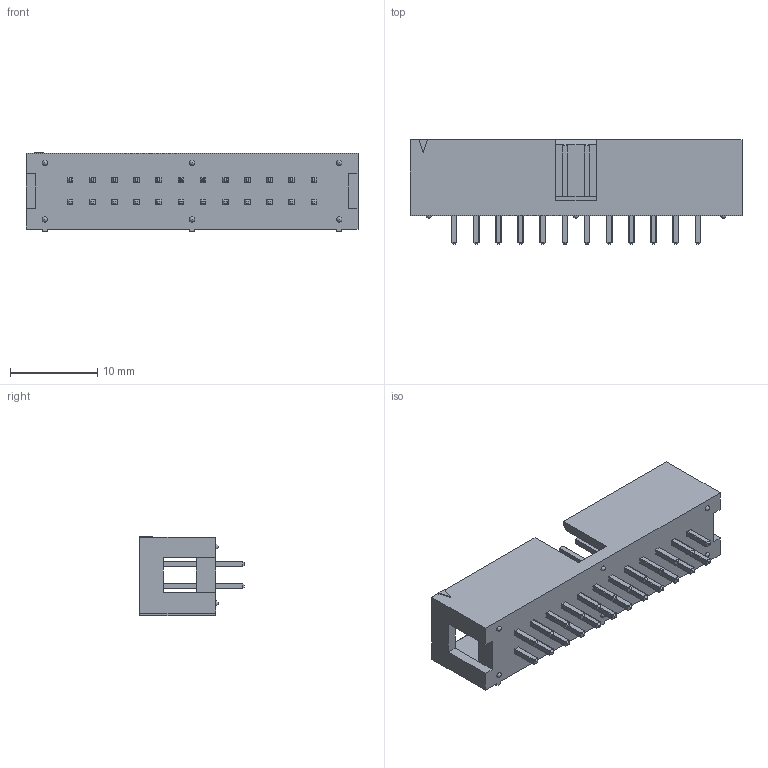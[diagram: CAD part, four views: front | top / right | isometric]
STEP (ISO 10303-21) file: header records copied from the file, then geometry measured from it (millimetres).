
FILE_DESCRIPTION (( 'STEP AP214' ), '1' );
FILE_NAME ('IDC_2x12.STEP', '2023-03-17T02:11:30', ( '' ), ( '' ), 'SwSTEP 2.0', 'SolidWorks 2022', '' );
FILE_SCHEMA (( 'AUTOMOTIVE_DESIGN' ));
Length unit declared in the file: millimetre
Products named in the file (3): Case^IDC_По умолчанию; Pin^IDC_По умолчанию; IDC_2x12
Assembly tree (25 placements, depth 2):
  IDC_2x12
    Case^IDC_По умолчанию
    Pin^IDC_По умолчанию  x24
Bounding box: 38.08 x 12 x 9.1 mm (x, y, z)
Volume: 1357.4 mm3; surface area: 2740.1 mm2
Topology: 25 solids, 25 shells, 1538 faces, 3326 edges, 1642 vertices
Faces by surface type: cylinder 672, plane 476, sphere 390
Entity records: 6578 total; most frequent: CARTESIAN_POINT 1114, ORIENTED_EDGE 1080, DIRECTION 1072, EDGE_CURVE 540, VECTOR 472, LINE 472, VERTEX_POINT 342, AXIS2_PLACEMENT_3D 300
